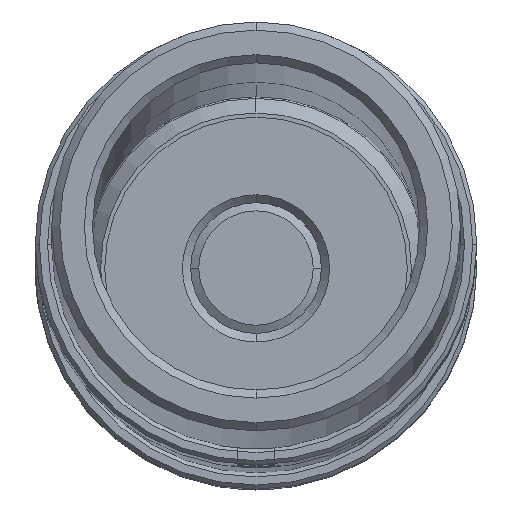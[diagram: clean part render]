
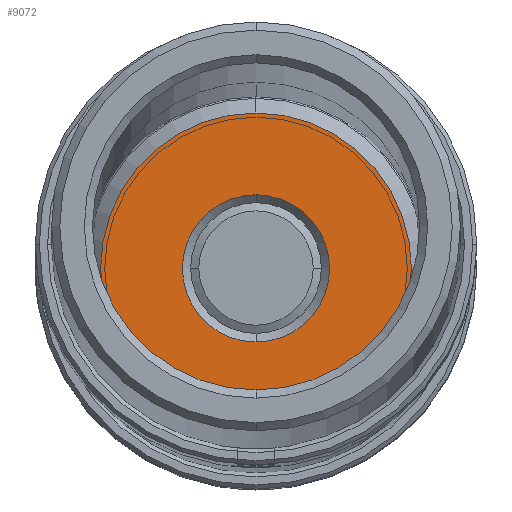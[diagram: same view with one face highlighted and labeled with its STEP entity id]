
A CAD part, top view. The second image highlights one B-rep face of the part: STEP entity #9072.
In plain terms, the highlighted planar face has unit normal (0, 0, 1).
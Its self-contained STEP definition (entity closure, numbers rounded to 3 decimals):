
#25 = DIRECTION ( 'NONE',  ( 0., 0., -1. ) ) ;
#91 = ORIENTED_EDGE ( 'NONE', *, *, #14901, .F. ) ;
#160 = ORIENTED_EDGE ( 'NONE', *, *, #8026, .F. ) ;
#319 = VERTEX_POINT ( 'NONE', #8337 ) ;
#1005 = CARTESIAN_POINT ( 'NONE',  ( 0., -19., 55. ) ) ;
#1023 = VERTEX_POINT ( 'NONE', #14813 ) ;
#1370 = CARTESIAN_POINT ( 'NONE',  ( 0., 0., 55. ) ) ;
#1413 = ORIENTED_EDGE ( 'NONE', *, *, #11132, .T. ) ;
#2113 = AXIS2_PLACEMENT_3D ( 'NONE', #7214, #11303, #14185 ) ;
#2143 = VERTEX_POINT ( 'NONE', #1005 ) ;
#2449 = DIRECTION ( 'NONE',  ( 0., -1., 0. ) ) ;
#2636 = AXIS2_PLACEMENT_3D ( 'NONE', #15992, #25, #2449 ) ;
#2948 = CIRCLE ( 'NONE', #6657, 9. ) ;
#2953 = DIRECTION ( 'NONE',  ( 0., 1., 0. ) ) ;
#4632 = ORIENTED_EDGE ( 'NONE', *, *, #16101, .T. ) ;
#5283 = FACE_OUTER_BOUND ( 'NONE', #16984, .T. ) ;
#6657 = AXIS2_PLACEMENT_3D ( 'NONE', #15464, #16973, #17057 ) ;
#7214 = CARTESIAN_POINT ( 'NONE',  ( 0., 0., 55. ) ) ;
#8015 = DIRECTION ( 'NONE',  ( 0., 0., -1. ) ) ;
#8026 = EDGE_CURVE ( 'NONE', #2143, #1023, #16971, .T. ) ;
#8337 = CARTESIAN_POINT ( 'NONE',  ( 0., -9., 55. ) ) ;
#8924 = EDGE_LOOP ( 'NONE', ( #4632, #1413 ) ) ;
#9072 = ADVANCED_FACE ( 'NONE', ( #9463, #5283 ), #14767, .F. ) ;
#9463 = FACE_BOUND ( 'NONE', #8924, .T. ) ;
#9502 = VERTEX_POINT ( 'NONE', #13661 ) ;
#10405 = AXIS2_PLACEMENT_3D ( 'NONE', #1370, #16691, #2953 ) ;
#10626 = CIRCLE ( 'NONE', #2113, 9. ) ;
#11132 = EDGE_CURVE ( 'NONE', #9502, #319, #2948, .T. ) ;
#11303 = DIRECTION ( 'NONE',  ( 0., 0., -1. ) ) ;
#12144 = CARTESIAN_POINT ( 'NONE',  ( 0., 0., 55. ) ) ;
#13399 = DIRECTION ( 'NONE',  ( 0., 1., 0. ) ) ;
#13661 = CARTESIAN_POINT ( 'NONE',  ( 0., 9., 55. ) ) ;
#14185 = DIRECTION ( 'NONE',  ( 0., 1., 0. ) ) ;
#14767 = PLANE ( 'NONE',  #2636 ) ;
#14813 = CARTESIAN_POINT ( 'NONE',  ( 0., 19., 55. ) ) ;
#14901 = EDGE_CURVE ( 'NONE', #1023, #2143, #16339, .T. ) ;
#15464 = CARTESIAN_POINT ( 'NONE',  ( 0., 0., 55. ) ) ;
#15992 = CARTESIAN_POINT ( 'NONE',  ( 0., 10.5, 55. ) ) ;
#16101 = EDGE_CURVE ( 'NONE', #319, #9502, #10626, .T. ) ;
#16339 = CIRCLE ( 'NONE', #17192, 19. ) ;
#16691 = DIRECTION ( 'NONE',  ( 0., 0., -1. ) ) ;
#16971 = CIRCLE ( 'NONE', #10405, 19. ) ;
#16973 = DIRECTION ( 'NONE',  ( 0., 0., -1. ) ) ;
#16984 = EDGE_LOOP ( 'NONE', ( #160, #91 ) ) ;
#17057 = DIRECTION ( 'NONE',  ( 0., 1., 0. ) ) ;
#17192 = AXIS2_PLACEMENT_3D ( 'NONE', #12144, #8015, #13399 ) ;
